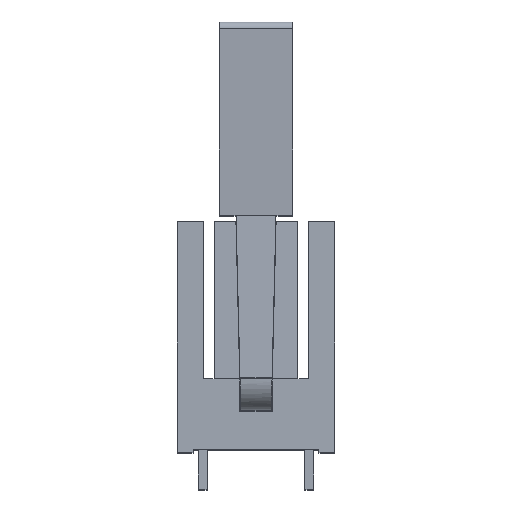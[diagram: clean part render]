
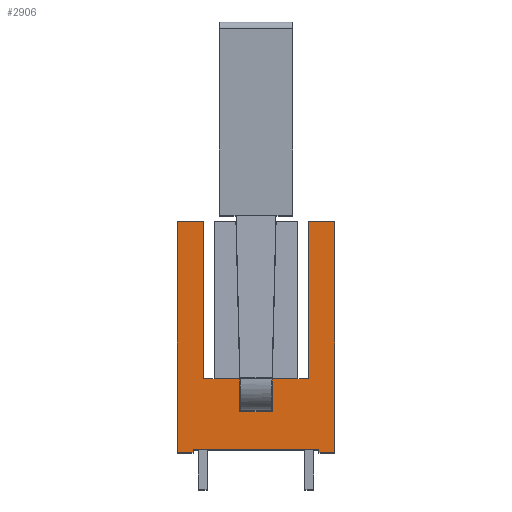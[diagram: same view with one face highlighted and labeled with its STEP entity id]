
A CAD part, top view. The second image highlights one B-rep face of the part: STEP entity #2906.
In plain terms, the highlighted planar face has unit normal (0, 0, 1).
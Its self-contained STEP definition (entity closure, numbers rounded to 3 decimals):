
#24 = ORIENTED_EDGE ( 'NONE', *, *, #8074, .T. ) ;
#27 = EDGE_CURVE ( 'NONE', #527, #8332, #656, .T. ) ;
#61 = VERTEX_POINT ( 'NONE', #749 ) ;
#133 = ORIENTED_EDGE ( 'NONE', *, *, #869, .F. ) ;
#448 = VERTEX_POINT ( 'NONE', #1888 ) ;
#469 = ORIENTED_EDGE ( 'NONE', *, *, #8042, .F. ) ;
#525 = ORIENTED_EDGE ( 'NONE', *, *, #8844, .F. ) ;
#527 = VERTEX_POINT ( 'NONE', #2102 ) ;
#656 = LINE ( 'NONE', #657, #658 ) ;
#657 = CARTESIAN_POINT ( 'NONE',  ( -7.5, 0., 3. ) ) ;
#658 = VECTOR ( 'NONE', #659, 1000. ) ;
#659 = DIRECTION ( 'NONE',  ( 0., -1., 0. ) ) ;
#738 = VERTEX_POINT ( 'NONE', #2385 ) ;
#749 = CARTESIAN_POINT ( 'NONE',  ( -1.55, 3.9, 3. ) ) ;
#814 = ORIENTED_EDGE ( 'NONE', *, *, #3287, .T. ) ;
#869 = EDGE_CURVE ( 'NONE', #9178, #8387, #2550, .T. ) ;
#1015 = EDGE_CURVE ( 'NONE', #9178, #8473, #2705, .T. ) ;
#1073 = ORIENTED_EDGE ( 'NONE', *, *, #2907, .T. ) ;
#1222 = ORIENTED_EDGE ( 'NONE', *, *, #8048, .F. ) ;
#1229 = VERTEX_POINT ( 'NONE', #2846 ) ;
#1496 = VERTEX_POINT ( 'NONE', #3094 ) ;
#1607 = EDGE_LOOP ( 'NONE', ( #3098, #7775, #4246, #8282, #24, #525, #1073, #7973, #5038, #8416, #9176, #133, #7989, #1222, #7872, #814, #469, #2719 ) ) ;
#1888 = CARTESIAN_POINT ( 'NONE',  ( 1.55, 7., 3. ) ) ;
#2102 = CARTESIAN_POINT ( 'NONE',  ( -7.5, 22., 3. ) ) ;
#2385 = CARTESIAN_POINT ( 'NONE',  ( 7.5, 0., 3. ) ) ;
#2550 = LINE ( 'NONE', #2551, #2552 ) ;
#2551 = CARTESIAN_POINT ( 'NONE',  ( 6., 0.3, 3. ) ) ;
#2552 = VECTOR ( 'NONE', #2553, 1000. ) ;
#2553 = DIRECTION ( 'NONE',  ( -1., 0., 0. ) ) ;
#2705 = LINE ( 'NONE', #2706, #2707 ) ;
#2706 = CARTESIAN_POINT ( 'NONE',  ( 6., 0.3, 3. ) ) ;
#2707 = VECTOR ( 'NONE', #2708, 1000. ) ;
#2708 = DIRECTION ( 'NONE',  ( 0., -1., 0. ) ) ;
#2719 = ORIENTED_EDGE ( 'NONE', *, *, #5258, .F. ) ;
#2846 = CARTESIAN_POINT ( 'NONE',  ( 4., 7., 3. ) ) ;
#2906 = ADVANCED_FACE ( 'NONE', ( #3683 ), #3684, .F. ) ;
#2907 = EDGE_CURVE ( 'NONE', #1496, #7881, #3689, .T. ) ;
#3094 = CARTESIAN_POINT ( 'NONE',  ( -5., 7., 3. ) ) ;
#3098 = ORIENTED_EDGE ( 'NONE', *, *, #8438, .T. ) ;
#3287 = EDGE_CURVE ( 'NONE', #3474, #8340, #3790, .T. ) ;
#3365 = VERTEX_POINT ( 'NONE', #3830 ) ;
#3474 = VERTEX_POINT ( 'NONE', #3875 ) ;
#3513 = VERTEX_POINT ( 'NONE', #3888 ) ;
#3683 = FACE_OUTER_BOUND ( 'NONE', #1607, .T. ) ;
#3684 = PLANE ( 'NONE',  #3685 ) ;
#3685 = AXIS2_PLACEMENT_3D ( 'NONE', #3686, #3687, #3688 ) ;
#3686 = CARTESIAN_POINT ( 'NONE',  ( 7.5, 0., 3. ) ) ;
#3687 = DIRECTION ( 'NONE',  ( 0., 0., -1. ) ) ;
#3688 = DIRECTION ( 'NONE',  ( 0., 1., 0. ) ) ;
#3689 = LINE ( 'NONE', #3690, #3691 ) ;
#3690 = CARTESIAN_POINT ( 'NONE',  ( -5., -43.99, 3. ) ) ;
#3691 = VECTOR ( 'NONE', #3692, 1000. ) ;
#3692 = DIRECTION ( 'NONE',  ( 0., 1., 0. ) ) ;
#3790 = LINE ( 'NONE', #3792, #3793 ) ;
#3792 = CARTESIAN_POINT ( 'NONE',  ( 7.5, 22., 3. ) ) ;
#3793 = VECTOR ( 'NONE', #3794, 1000. ) ;
#3794 = DIRECTION ( 'NONE',  ( -1., 0., 0. ) ) ;
#3830 = CARTESIAN_POINT ( 'NONE',  ( 5., 7., 3. ) ) ;
#3875 = CARTESIAN_POINT ( 'NONE',  ( 7.5, 22., 3. ) ) ;
#3888 = CARTESIAN_POINT ( 'NONE',  ( -4., 7., 3. ) ) ;
#4166 = LINE ( 'NONE', #4167, #4168 ) ;
#4167 = CARTESIAN_POINT ( 'NONE',  ( 1.55, 3.9, 3. ) ) ;
#4168 = VECTOR ( 'NONE', #4169, 1000. ) ;
#4169 = DIRECTION ( 'NONE',  ( 0., 1., 0. ) ) ;
#4246 = ORIENTED_EDGE ( 'NONE', *, *, #8115, .F. ) ;
#4264 = EDGE_CURVE ( 'NONE', #8027, #448, #4166, .T. ) ;
#4639 = CARTESIAN_POINT ( 'NONE',  ( -7.5, 0., 3. ) ) ;
#4670 = CARTESIAN_POINT ( 'NONE',  ( 5., 22., 3. ) ) ;
#4705 = LINE ( 'NONE', #4706, #4707 ) ;
#4706 = CARTESIAN_POINT ( 'NONE',  ( -5., 7., 3. ) ) ;
#4707 = VECTOR ( 'NONE', #4708, 1000. ) ;
#4708 = DIRECTION ( 'NONE',  ( 1., 0., 0. ) ) ;
#4879 = CARTESIAN_POINT ( 'NONE',  ( -6., 0.3, 3. ) ) ;
#5038 = ORIENTED_EDGE ( 'NONE', *, *, #27, .T. ) ;
#5041 = LINE ( 'NONE', #5042, #5043 ) ;
#5042 = CARTESIAN_POINT ( 'NONE',  ( 7.5, 0., 3. ) ) ;
#5043 = VECTOR ( 'NONE', #5044, 1000. ) ;
#5044 = DIRECTION ( 'NONE',  ( -1., 0., 0. ) ) ;
#5050 = LINE ( 'NONE', #5051, #5052 ) ;
#5051 = CARTESIAN_POINT ( 'NONE',  ( 4., 7., 3. ) ) ;
#5052 = VECTOR ( 'NONE', #5053, 1000. ) ;
#5053 = DIRECTION ( 'NONE',  ( -1., 0., 0. ) ) ;
#5176 = CARTESIAN_POINT ( 'NONE',  ( 6., 0., 3. ) ) ;
#5210 = CARTESIAN_POINT ( 'NONE',  ( -1.55, 7., 3. ) ) ;
#5252 = LINE ( 'NONE', #5253, #5254 ) ;
#5253 = CARTESIAN_POINT ( 'NONE',  ( -6., 0.3, 3. ) ) ;
#5254 = VECTOR ( 'NONE', #5255, 1000. ) ;
#5255 = DIRECTION ( 'NONE',  ( 0., -1., 0. ) ) ;
#5258 = EDGE_CURVE ( 'NONE', #1229, #3365, #4705, .T. ) ;
#5984 = EDGE_CURVE ( 'NONE', #9154, #8332, #5041, .T. ) ;
#6134 = LINE ( 'NONE', #6135, #6136 ) ;
#6135 = CARTESIAN_POINT ( 'NONE',  ( -5., 7., 3. ) ) ;
#6136 = VECTOR ( 'NONE', #6137, 1000. ) ;
#6137 = DIRECTION ( 'NONE',  ( 1., 0., 0. ) ) ;
#6506 = LINE ( 'NONE', #6507, #6508 ) ;
#6507 = CARTESIAN_POINT ( 'NONE',  ( 7.5, 7., 3. ) ) ;
#6508 = VECTOR ( 'NONE', #6509, 1000. ) ;
#6509 = DIRECTION ( 'NONE',  ( 0., -1., 0. ) ) ;
#6663 = LINE ( 'NONE', #6664, #6665 ) ;
#6664 = CARTESIAN_POINT ( 'NONE',  ( -1.55, 3.9, 3. ) ) ;
#6665 = VECTOR ( 'NONE', #6666, 1000. ) ;
#6666 = DIRECTION ( 'NONE',  ( 0., 1., 0. ) ) ;
#6692 = CARTESIAN_POINT ( 'NONE',  ( -6., 0., 3. ) ) ;
#6719 = CARTESIAN_POINT ( 'NONE',  ( 6., 0.3, 3. ) ) ;
#6753 = LINE ( 'NONE', #6754, #6755 ) ;
#6754 = CARTESIAN_POINT ( 'NONE',  ( 7.5, 22., 3. ) ) ;
#6755 = VECTOR ( 'NONE', #6756, 1000. ) ;
#6756 = DIRECTION ( 'NONE',  ( -1., 0., 0. ) ) ;
#6928 = CARTESIAN_POINT ( 'NONE',  ( -5., 22., 3. ) ) ;
#7140 = CARTESIAN_POINT ( 'NONE',  ( 1.55, 3.9, 3. ) ) ;
#7158 = LINE ( 'NONE', #7159, #7160 ) ;
#7159 = CARTESIAN_POINT ( 'NONE',  ( 5., -43.99, 3. ) ) ;
#7160 = VECTOR ( 'NONE', #7161, 1000. ) ;
#7161 = DIRECTION ( 'NONE',  ( 0., 1., 0. ) ) ;
#7163 = LINE ( 'NONE', #7165, #7166 ) ;
#7165 = CARTESIAN_POINT ( 'NONE',  ( 7.5, 0., 3. ) ) ;
#7166 = VECTOR ( 'NONE', #7167, 1000. ) ;
#7167 = DIRECTION ( 'NONE',  ( -1., 0., 0. ) ) ;
#7196 = LINE ( 'NONE', #7197, #7198 ) ;
#7197 = CARTESIAN_POINT ( 'NONE',  ( 4., 7., 3. ) ) ;
#7198 = VECTOR ( 'NONE', #7202, 1000. ) ;
#7202 = DIRECTION ( 'NONE',  ( -1., 0., 0. ) ) ;
#7282 = LINE ( 'NONE', #7283, #7284 ) ;
#7283 = CARTESIAN_POINT ( 'NONE',  ( 1.55, 3.9, 3. ) ) ;
#7284 = VECTOR ( 'NONE', #7285, 1000. ) ;
#7285 = DIRECTION ( 'NONE',  ( 1., 0., 0. ) ) ;
#7775 = ORIENTED_EDGE ( 'NONE', *, *, #4264, .F. ) ;
#7872 = ORIENTED_EDGE ( 'NONE', *, *, #9050, .F. ) ;
#7881 = VERTEX_POINT ( 'NONE', #6928 ) ;
#7973 = ORIENTED_EDGE ( 'NONE', *, *, #9201, .T. ) ;
#7989 = ORIENTED_EDGE ( 'NONE', *, *, #1015, .T. ) ;
#8027 = VERTEX_POINT ( 'NONE', #7140 ) ;
#8042 = EDGE_CURVE ( 'NONE', #3365, #8340, #7158, .T. ) ;
#8048 = EDGE_CURVE ( 'NONE', #738, #8473, #7163, .T. ) ;
#8074 = EDGE_CURVE ( 'NONE', #8480, #3513, #7196, .T. ) ;
#8115 = EDGE_CURVE ( 'NONE', #61, #8027, #7282, .T. ) ;
#8282 = ORIENTED_EDGE ( 'NONE', *, *, #9137, .T. ) ;
#8332 = VERTEX_POINT ( 'NONE', #4639 ) ;
#8340 = VERTEX_POINT ( 'NONE', #4670 ) ;
#8387 = VERTEX_POINT ( 'NONE', #4879 ) ;
#8416 = ORIENTED_EDGE ( 'NONE', *, *, #5984, .F. ) ;
#8438 = EDGE_CURVE ( 'NONE', #1229, #448, #5050, .T. ) ;
#8473 = VERTEX_POINT ( 'NONE', #5176 ) ;
#8480 = VERTEX_POINT ( 'NONE', #5210 ) ;
#8496 = EDGE_CURVE ( 'NONE', #8387, #9154, #5252, .T. ) ;
#8844 = EDGE_CURVE ( 'NONE', #1496, #3513, #6134, .T. ) ;
#9050 = EDGE_CURVE ( 'NONE', #3474, #738, #6506, .T. ) ;
#9137 = EDGE_CURVE ( 'NONE', #61, #8480, #6663, .T. ) ;
#9154 = VERTEX_POINT ( 'NONE', #6692 ) ;
#9176 = ORIENTED_EDGE ( 'NONE', *, *, #8496, .F. ) ;
#9178 = VERTEX_POINT ( 'NONE', #6719 ) ;
#9201 = EDGE_CURVE ( 'NONE', #7881, #527, #6753, .T. ) ;
